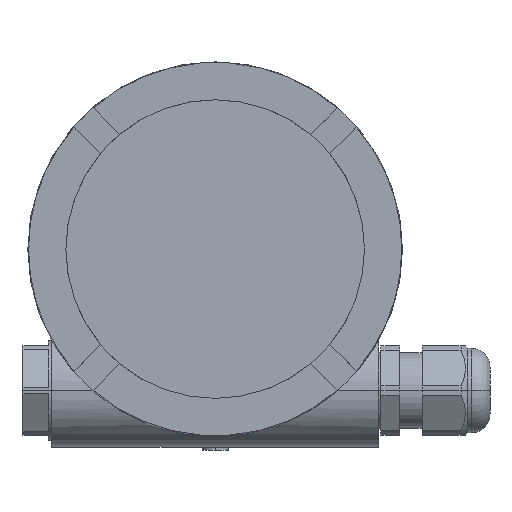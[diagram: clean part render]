
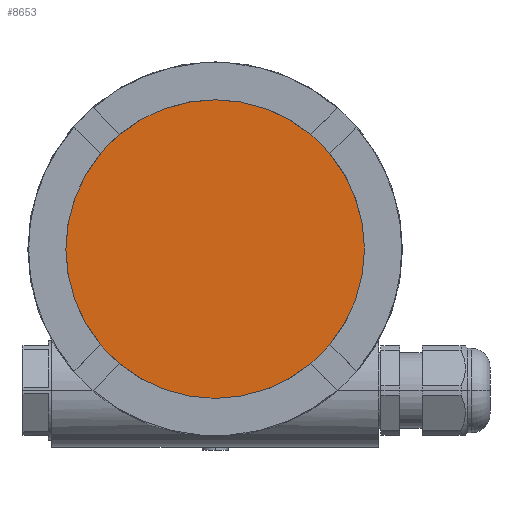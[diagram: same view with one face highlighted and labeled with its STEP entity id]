
A CAD part, top view. The second image highlights one B-rep face of the part: STEP entity #8653.
In plain terms, the highlighted planar face has unit normal (0, 0, 1).
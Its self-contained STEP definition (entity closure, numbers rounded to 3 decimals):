
#2428=CARTESIAN_POINT('',(0.,0.,96.7));
#2429=DIRECTION('',(0.,0.,1.));
#2430=DIRECTION('',(-1.,0.,0.));
#2431=AXIS2_PLACEMENT_3D('',#2428,#2429,#2430);
#2436=CARTESIAN_POINT('',(0.,0.,96.7));
#2437=DIRECTION('',(0.,0.,1.));
#2438=DIRECTION('',(1.,0.,0.));
#2439=AXIS2_PLACEMENT_3D('',#2436,#2437,#2438);
#5721=CARTESIAN_POINT('',(-40.2,0.,96.7));
#5723=VERTEX_POINT('',#5721);
#5743=CARTESIAN_POINT('',(40.2,0.,96.7));
#5744=VERTEX_POINT('',#5743);
#8644=CARTESIAN_POINT('',(-20.1,0.,96.7));
#8645=DIRECTION('',(0.,0.,-1.));
#8646=DIRECTION('',(1.,0.,0.));
#8647=AXIS2_PLACEMENT_3D('',#8644,#8645,#8646);
#8648=PLANE('',#8647);
#8649=ORIENTED_EDGE('',*,*,#8217,.F.);
#8650=ORIENTED_EDGE('',*,*,#8276,.F.);
#8651=EDGE_LOOP('',(#8649,#8650));
#8652=FACE_OUTER_BOUND('',#8651,.F.);
#8653=ADVANCED_FACE('',(#8652),#8648,.F.);
#2432=CIRCLE('',#2431,40.2);
#2440=CIRCLE('',#2439,40.2);
#8217=EDGE_CURVE('',#5723,#5744,#2432,.T.);
#8276=EDGE_CURVE('',#5744,#5723,#2440,.T.);
